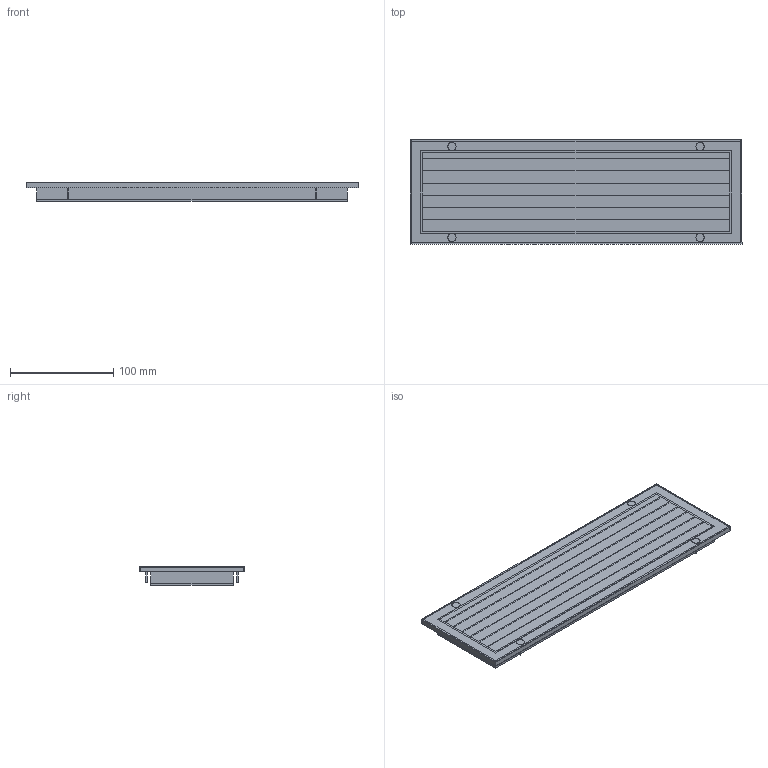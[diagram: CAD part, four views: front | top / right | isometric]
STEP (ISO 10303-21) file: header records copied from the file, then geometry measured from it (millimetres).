
FILE_DESCRIPTION(/* description */ ('Ventilation Grille'),/* implementation_level */ '2;1');
FILE_NAME(/* name */ 'Ventilation Grille.stp',/* time_stamp */ '2022-06-07T19:14:02+03:00',/* author */ ('SauliusD'),/* organization */ (''),/* preprocessor_version */ 'ST-DEVELOPER v18.1',/* originating_system */ 'Autodesk Inventor 2022',/* authorisation */ '');
FILE_SCHEMA (('AUTOMOTIVE_DESIGN { 1 0 10303 214 3 1 1 }'));
Length unit declared in the file: millimetre
Products named in the file (1): L320
Bounding box: 321 x 101 x 18 mm (x, y, z)
Surface area: 246488.3 mm2
Topology: 14 solids, 14 shells, 93 faces, 184 edges, 120 vertices
Faces by surface type: plane 63, cylinder 26, cone 4
Full cylindrical faces by diameter (mm): 1 x4, 6 x4
Entity records: 2463 total; most frequent: DIRECTION 424, CARTESIAN_POINT 398, ORIENTED_EDGE 368, EDGE_CURVE 184, AXIS2_PLACEMENT_3D 146, LINE 132, VECTOR 132, VERTEX_POINT 120
